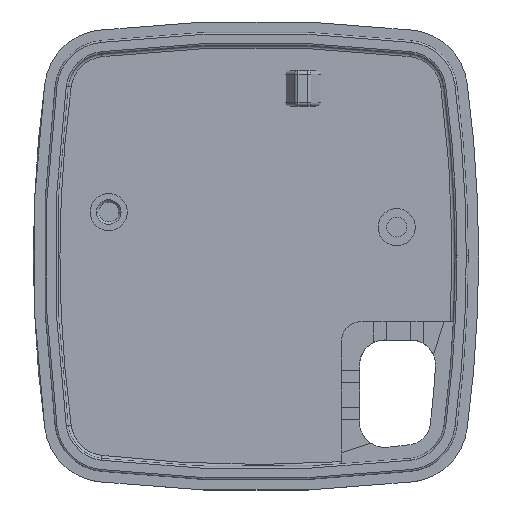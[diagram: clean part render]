
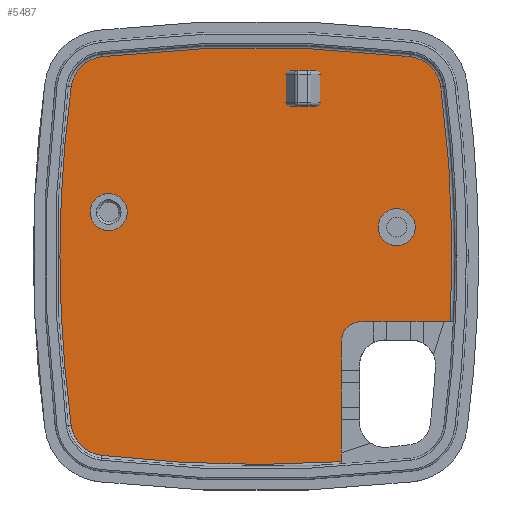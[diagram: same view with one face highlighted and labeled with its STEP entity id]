
A CAD part, top view. The second image highlights one B-rep face of the part: STEP entity #5487.
In plain terms, the highlighted planar face has unit normal (0, 0, 1).
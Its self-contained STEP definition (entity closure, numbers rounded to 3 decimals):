
#10 = EDGE_CURVE ( 'NONE', #9416, #2372, #8105, .T. ) ;
#28 = EDGE_CURVE ( 'NONE', #7169, #7971, #123, .T. ) ;
#123 = CIRCLE ( 'NONE', #9469, 2.85 ) ;
#189 = DIRECTION ( 'NONE',  ( 0., 0., 1. ) ) ;
#193 = ORIENTED_EDGE ( 'NONE', *, *, #9326, .F. ) ;
#320 = DIRECTION ( 'NONE',  ( -1., 0., 0. ) ) ;
#413 = DIRECTION ( 'NONE',  ( -1., 0., 0. ) ) ;
#483 = DIRECTION ( 'NONE',  ( -1., 0., 0. ) ) ;
#525 = CARTESIAN_POINT ( 'NONE',  ( -13.407, 3.547, -0.1 ) ) ;
#656 = CARTESIAN_POINT ( 'NONE',  ( -10.407, 3.547, -0.1 ) ) ;
#700 = ORIENTED_EDGE ( 'NONE', *, *, #8471, .T. ) ;
#740 = DIRECTION ( 'NONE',  ( -1., 0., 0. ) ) ;
#761 = DIRECTION ( 'NONE',  ( 0., 0., 1. ) ) ;
#806 = VERTEX_POINT ( 'NONE', #9160 ) ;
#853 = CARTESIAN_POINT ( 'NONE',  ( 12.877, 2.327, -0.1 ) ) ;
#879 = ORIENTED_EDGE ( 'NONE', *, *, #5104, .T. ) ;
#927 = CARTESIAN_POINT ( 'NONE',  ( 11.377, 2.327, -0.1 ) ) ;
#942 = CARTESIAN_POINT ( 'NONE',  ( -87.664, 0., -0.1 ) ) ;
#1030 = CIRCLE ( 'NONE', #8628, 1.5 ) ;
#1117 = AXIS2_PLACEMENT_3D ( 'NONE', #1562, #6911, #740 ) ;
#1222 = CARTESIAN_POINT ( 'NONE',  ( -15.85, 0., -0.1 ) ) ;
#1423 = FACE_BOUND ( 'NONE', #8102, .T. ) ;
#1431 = CIRCLE ( 'NONE', #4622, 103.514 ) ;
#1562 = CARTESIAN_POINT ( 'NONE',  ( -12.119, 13.29, -0.1 ) ) ;
#1617 = CIRCLE ( 'NONE', #10002, 103.514 ) ;
#1731 = DIRECTION ( 'NONE',  ( 0., 0., 1. ) ) ;
#1766 = VERTEX_POINT ( 'NONE', #7649 ) ;
#2019 = CARTESIAN_POINT ( 'NONE',  ( 12.119, 13.29, -0.1 ) ) ;
#2026 = DIRECTION ( 'NONE',  ( 0., 0., 1. ) ) ;
#2044 = VERTEX_POINT ( 'NONE', #5324 ) ;
#2088 = CARTESIAN_POINT ( 'NONE',  ( -12.452, -16.12, -0.1 ) ) ;
#2090 = CARTESIAN_POINT ( 'NONE',  ( 6.877, 0., -0.1 ) ) ;
#2183 = VERTEX_POINT ( 'NONE', #853 ) ;
#2184 = ORIENTED_EDGE ( 'NONE', *, *, #5058, .T. ) ;
#2218 = EDGE_CURVE ( 'NONE', #1766, #3414, #5499, .T. ) ;
#2341 = CARTESIAN_POINT ( 'NONE',  ( 8.577, -5.292, -0.1 ) ) ;
#2372 = VERTEX_POINT ( 'NONE', #656 ) ;
#2373 = AXIS2_PLACEMENT_3D ( 'NONE', #5914, #5953, #413 ) ;
#2511 = DIRECTION ( 'NONE',  ( -1., 0., 0. ) ) ;
#2609 = DIRECTION ( 'NONE',  ( 1., 0., 0. ) ) ;
#2808 = DIRECTION ( 'NONE',  ( 0., 0., -1. ) ) ;
#2945 = DIRECTION ( 'NONE',  ( -1., 0., 0. ) ) ;
#3051 = ORIENTED_EDGE ( 'NONE', *, *, #4539, .T. ) ;
#3130 = CIRCLE ( 'NONE', #4032, 1.7 ) ;
#3248 = PLANE ( 'NONE',  #4562 ) ;
#3307 = DIRECTION ( 'NONE',  ( 0., 0., 1. ) ) ;
#3414 = VERTEX_POINT ( 'NONE', #9797 ) ;
#3567 = DIRECTION ( 'NONE',  ( 0., 0., 1. ) ) ;
#3719 = CARTESIAN_POINT ( 'NONE',  ( -14.944, -13.666, -0.1 ) ) ;
#3794 = CARTESIAN_POINT ( 'NONE',  ( 87.664, 0., -0.1 ) ) ;
#3882 = ORIENTED_EDGE ( 'NONE', *, *, #5284, .T. ) ;
#3936 = CARTESIAN_POINT ( 'NONE',  ( 14.944, 13.666, -0.1 ) ) ;
#4032 = AXIS2_PLACEMENT_3D ( 'NONE', #7392, #2808, #483 ) ;
#4082 = ORIENTED_EDGE ( 'NONE', *, *, #8527, .F. ) ;
#4165 = VECTOR ( 'NONE', #7492, 1000. ) ;
#4225 = DIRECTION ( 'NONE',  ( -1., 0., 0. ) ) ;
#4258 = CARTESIAN_POINT ( 'NONE',  ( 0., -89.75, -0.1 ) ) ;
#4370 = DIRECTION ( 'NONE',  ( -1., 0., 0. ) ) ;
#4412 = EDGE_CURVE ( 'NONE', #9953, #1766, #5686, .T. ) ;
#4497 = CARTESIAN_POINT ( 'NONE',  ( 11.377, 2.327, -0.1 ) ) ;
#4539 = EDGE_CURVE ( 'NONE', #7520, #9953, #8435, .T. ) ;
#4562 = AXIS2_PLACEMENT_3D ( 'NONE', #4773, #7800, #7095 ) ;
#4582 = FACE_OUTER_BOUND ( 'NONE', #9689, .T. ) ;
#4622 = AXIS2_PLACEMENT_3D ( 'NONE', #942, #1731, #2511 ) ;
#4654 = CIRCLE ( 'NONE', #6706, 1.5 ) ;
#4743 = CARTESIAN_POINT ( 'NONE',  ( 0., 89.75, -0.1 ) ) ;
#4773 = CARTESIAN_POINT ( 'NONE',  ( 0., 0., -0.1 ) ) ;
#4976 = DIRECTION ( 'NONE',  ( 0., 0., 1. ) ) ;
#4981 = EDGE_CURVE ( 'NONE', #2183, #2044, #5676, .T. ) ;
#5058 = EDGE_CURVE ( 'NONE', #9828, #806, #5919, .T. ) ;
#5104 = EDGE_CURVE ( 'NONE', #9766, #7169, #1431, .T. ) ;
#5224 = DIRECTION ( 'NONE',  ( 0., 0., 1. ) ) ;
#5284 = EDGE_CURVE ( 'NONE', #8689, #9766, #7108, .T. ) ;
#5324 = CARTESIAN_POINT ( 'NONE',  ( 9.877, 2.327, -0.1 ) ) ;
#5355 = ORIENTED_EDGE ( 'NONE', *, *, #2218, .T. ) ;
#5377 = ORIENTED_EDGE ( 'NONE', *, *, #7396, .T. ) ;
#5487 = ADVANCED_FACE ( 'NONE', ( #4582, #1423, #6523 ), #3248, .F. ) ;
#5499 = LINE ( 'NONE', #2090, #4165 ) ;
#5621 = EDGE_CURVE ( 'NONE', #3414, #8689, #3130, .T. ) ;
#5676 = CIRCLE ( 'NONE', #9255, 1.5 ) ;
#5686 = CIRCLE ( 'NONE', #6303, 106.6 ) ;
#5853 = EDGE_LOOP ( 'NONE', ( #6344, #193 ) ) ;
#5914 = CARTESIAN_POINT ( 'NONE',  ( -11.907, 3.547, -0.1 ) ) ;
#5919 = CIRCLE ( 'NONE', #1117, 2.85 ) ;
#5953 = DIRECTION ( 'NONE',  ( 0., 0., 1. ) ) ;
#6303 = AXIS2_PLACEMENT_3D ( 'NONE', #4743, #189, #6439 ) ;
#6344 = ORIENTED_EDGE ( 'NONE', *, *, #10, .F. ) ;
#6439 = DIRECTION ( 'NONE',  ( -1., 0., 0. ) ) ;
#6523 = FACE_BOUND ( 'NONE', #5853, .T. ) ;
#6529 = CARTESIAN_POINT ( 'NONE',  ( -12.452, 16.12, -0.1 ) ) ;
#6604 = CIRCLE ( 'NONE', #7856, 106.6 ) ;
#6706 = AXIS2_PLACEMENT_3D ( 'NONE', #8204, #3567, #4370 ) ;
#6726 = DIRECTION ( 'NONE',  ( -1., 0., 0. ) ) ;
#6767 = DIRECTION ( 'NONE',  ( -1., 0., 0. ) ) ;
#6871 = VERTEX_POINT ( 'NONE', #1222 ) ;
#6876 = ORIENTED_EDGE ( 'NONE', *, *, #9454, .T. ) ;
#6911 = DIRECTION ( 'NONE',  ( 0., 0., 1. ) ) ;
#6962 = CIRCLE ( 'NONE', #7612, 103.514 ) ;
#7095 = DIRECTION ( 'NONE',  ( -1., 0., 0. ) ) ;
#7108 = LINE ( 'NONE', #7238, #8903 ) ;
#7169 = VERTEX_POINT ( 'NONE', #3936 ) ;
#7236 = CARTESIAN_POINT ( 'NONE',  ( -12.119, -13.29, -0.1 ) ) ;
#7238 = CARTESIAN_POINT ( 'NONE',  ( 0., -5.292, -0.1 ) ) ;
#7334 = DIRECTION ( 'NONE',  ( 0., 0., 1. ) ) ;
#7392 = CARTESIAN_POINT ( 'NONE',  ( 8.577, -6.992, -0.1 ) ) ;
#7396 = EDGE_CURVE ( 'NONE', #7971, #9828, #6604, .T. ) ;
#7492 = DIRECTION ( 'NONE',  ( 0., 1., 0. ) ) ;
#7498 = DIRECTION ( 'NONE',  ( -1., 0., 0. ) ) ;
#7520 = VERTEX_POINT ( 'NONE', #3719 ) ;
#7612 = AXIS2_PLACEMENT_3D ( 'NONE', #9858, #2026, #7498 ) ;
#7649 = CARTESIAN_POINT ( 'NONE',  ( 6.877, -16.628, -0.1 ) ) ;
#7800 = DIRECTION ( 'NONE',  ( 0., 0., -1. ) ) ;
#7856 = AXIS2_PLACEMENT_3D ( 'NONE', #4258, #7334, #4225 ) ;
#7953 = ORIENTED_EDGE ( 'NONE', *, *, #5621, .T. ) ;
#7971 = VERTEX_POINT ( 'NONE', #9606 ) ;
#8102 = EDGE_LOOP ( 'NONE', ( #4082, #9587 ) ) ;
#8105 = CIRCLE ( 'NONE', #2373, 1.5 ) ;
#8204 = CARTESIAN_POINT ( 'NONE',  ( -11.907, 3.547, -0.1 ) ) ;
#8435 = CIRCLE ( 'NONE', #9389, 2.85 ) ;
#8471 = EDGE_CURVE ( 'NONE', #6871, #7520, #6962, .T. ) ;
#8527 = EDGE_CURVE ( 'NONE', #2044, #2183, #1030, .T. ) ;
#8575 = ORIENTED_EDGE ( 'NONE', *, *, #4412, .T. ) ;
#8628 = AXIS2_PLACEMENT_3D ( 'NONE', #4497, #761, #2945 ) ;
#8686 = DIRECTION ( 'NONE',  ( -1., 0., 0. ) ) ;
#8689 = VERTEX_POINT ( 'NONE', #2341 ) ;
#8894 = CARTESIAN_POINT ( 'NONE',  ( 15.715, -5.292, -0.1 ) ) ;
#8895 = DIRECTION ( 'NONE',  ( 0., 0., 1. ) ) ;
#8903 = VECTOR ( 'NONE', #2609, 1000. ) ;
#9160 = CARTESIAN_POINT ( 'NONE',  ( -14.944, 13.666, -0.1 ) ) ;
#9255 = AXIS2_PLACEMENT_3D ( 'NONE', #927, #3307, #8686 ) ;
#9326 = EDGE_CURVE ( 'NONE', #2372, #9416, #4654, .T. ) ;
#9389 = AXIS2_PLACEMENT_3D ( 'NONE', #7236, #4976, #320 ) ;
#9416 = VERTEX_POINT ( 'NONE', #525 ) ;
#9454 = EDGE_CURVE ( 'NONE', #806, #6871, #1617, .T. ) ;
#9469 = AXIS2_PLACEMENT_3D ( 'NONE', #2019, #8895, #6726 ) ;
#9552 = ORIENTED_EDGE ( 'NONE', *, *, #28, .T. ) ;
#9587 = ORIENTED_EDGE ( 'NONE', *, *, #4981, .F. ) ;
#9606 = CARTESIAN_POINT ( 'NONE',  ( 12.452, 16.12, -0.1 ) ) ;
#9689 = EDGE_LOOP ( 'NONE', ( #5355, #7953, #3882, #879, #9552, #5377, #2184, #6876, #700, #3051, #8575 ) ) ;
#9766 = VERTEX_POINT ( 'NONE', #8894 ) ;
#9797 = CARTESIAN_POINT ( 'NONE',  ( 6.877, -6.992, -0.1 ) ) ;
#9828 = VERTEX_POINT ( 'NONE', #6529 ) ;
#9858 = CARTESIAN_POINT ( 'NONE',  ( 87.664, 0., -0.1 ) ) ;
#9953 = VERTEX_POINT ( 'NONE', #2088 ) ;
#10002 = AXIS2_PLACEMENT_3D ( 'NONE', #3794, #5224, #6767 ) ;
